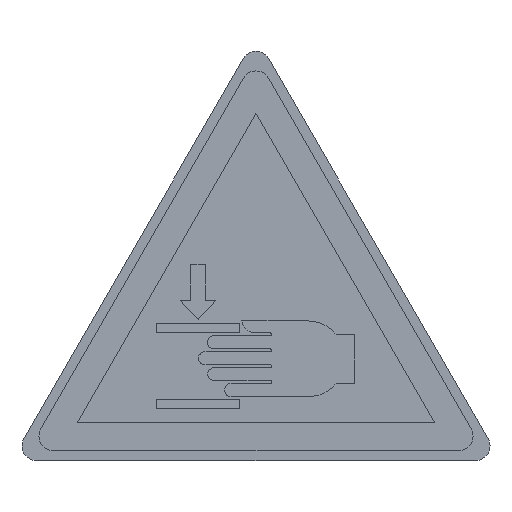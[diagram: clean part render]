
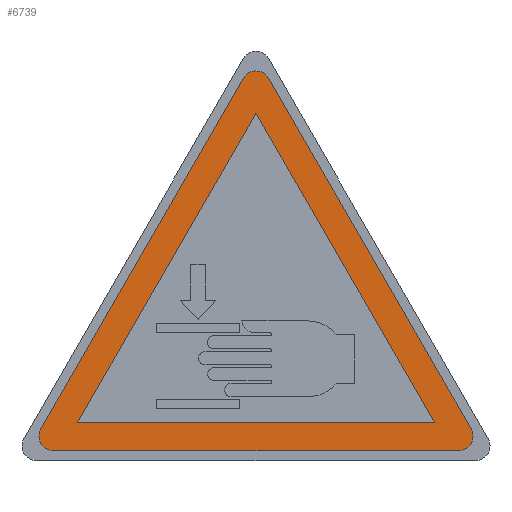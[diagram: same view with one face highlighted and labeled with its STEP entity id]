
A CAD part, top view. The second image highlights one B-rep face of the part: STEP entity #6739.
In plain terms, the highlighted planar face has unit normal (0, 0, 1).
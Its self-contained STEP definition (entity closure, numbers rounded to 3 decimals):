
#12 = CARTESIAN_POINT ( 'NONE',  ( 5.038, 98.796, 0.269 ) ) ;
#325 = VECTOR ( 'NONE', #446, 1000. ) ;
#435 = LINE ( 'NONE', #8490, #3984 ) ;
#446 = DIRECTION ( 'NONE',  ( -0.5, 0.866, 0. ) ) ;
#493 = AXIS2_PLACEMENT_3D ( 'NONE', #3819, #5130, #7078 ) ;
#620 = DIRECTION ( 'NONE',  ( 1., 0., 0. ) ) ;
#949 = EDGE_LOOP ( 'NONE', ( #7202, #961, #6334 ) ) ;
#961 = ORIENTED_EDGE ( 'NONE', *, *, #4102, .F. ) ;
#1118 = DIRECTION ( 'NONE',  ( -0.5, 0.866, 0. ) ) ;
#1204 = LINE ( 'NONE', #7142, #325 ) ;
#1387 = PLANE ( 'NONE',  #4795 ) ;
#1594 = DIRECTION ( 'NONE',  ( -1., 0., 0. ) ) ;
#2018 = VECTOR ( 'NONE', #1118, 1000. ) ;
#2075 = EDGE_CURVE ( 'NONE', #6268, #2590, #5445, .T. ) ;
#2296 = CIRCLE ( 'NONE', #4674, 6. ) ;
#2352 = ORIENTED_EDGE ( 'NONE', *, *, #3574, .T. ) ;
#2447 = VERTEX_POINT ( 'NONE', #5753 ) ;
#2469 = DIRECTION ( 'NONE',  ( 1., 0., 0. ) ) ;
#2470 = CARTESIAN_POINT ( 'NONE',  ( -82.837, -53.409, 0.269 ) ) ;
#2590 = VERTEX_POINT ( 'NONE', #6404 ) ;
#2701 = DIRECTION ( 'NONE',  ( -0.5, -0.866, 0. ) ) ;
#2783 = VERTEX_POINT ( 'NONE', #8196 ) ;
#2919 = ORIENTED_EDGE ( 'NONE', *, *, #7442, .T. ) ;
#2926 = LINE ( 'NONE', #4378, #5950 ) ;
#2993 = VECTOR ( 'NONE', #6521, 1000. ) ;
#3247 = VERTEX_POINT ( 'NONE', #3915 ) ;
#3250 = CARTESIAN_POINT ( 'NONE',  ( -82.837, -47.409, 0.269 ) ) ;
#3538 = CIRCLE ( 'NONE', #8172, 6. ) ;
#3545 = VERTEX_POINT ( 'NONE', #2470 ) ;
#3558 = EDGE_CURVE ( 'NONE', #2447, #3247, #8635, .T. ) ;
#3559 = CARTESIAN_POINT ( 'NONE',  ( -0.158, 95.796, 0.269 ) ) ;
#3574 = EDGE_CURVE ( 'NONE', #4514, #2783, #3947, .T. ) ;
#3624 = VERTEX_POINT ( 'NONE', #7207 ) ;
#3659 = CARTESIAN_POINT ( 'NONE',  ( -0.158, 84.596, 0.269 ) ) ;
#3727 = DIRECTION ( 'NONE',  ( 1., 0., 0. ) ) ;
#3745 = EDGE_CURVE ( 'NONE', #2590, #6348, #2926, .T. ) ;
#3774 = ORIENTED_EDGE ( 'NONE', *, *, #5431, .T. ) ;
#3819 = CARTESIAN_POINT ( 'NONE',  ( 82.522, -47.409, 0.269 ) ) ;
#3915 = CARTESIAN_POINT ( 'NONE',  ( 87.718, -44.409, 0.269 ) ) ;
#3930 = ORIENTED_EDGE ( 'NONE', *, *, #5332, .T. ) ;
#3947 = LINE ( 'NONE', #7257, #6380 ) ;
#3984 = VECTOR ( 'NONE', #2469, 1000. ) ;
#4045 = DIRECTION ( 'NONE',  ( 1., 0., 0. ) ) ;
#4102 = EDGE_CURVE ( 'NONE', #6348, #6268, #1204, .T. ) ;
#4145 = ORIENTED_EDGE ( 'NONE', *, *, #4195, .T. ) ;
#4164 = CARTESIAN_POINT ( 'NONE',  ( -5.354, 98.796, 0.269 ) ) ;
#4195 = EDGE_CURVE ( 'NONE', #3247, #5687, #4354, .T. ) ;
#4228 = ORIENTED_EDGE ( 'NONE', *, *, #3558, .T. ) ;
#4354 = LINE ( 'NONE', #7843, #2018 ) ;
#4366 = FACE_OUTER_BOUND ( 'NONE', #7253, .T. ) ;
#4378 = CARTESIAN_POINT ( 'NONE',  ( -73.138, -41.809, 0.269 ) ) ;
#4482 = EDGE_CURVE ( 'NONE', #3624, #3545, #2296, .T. ) ;
#4514 = VERTEX_POINT ( 'NONE', #4164 ) ;
#4674 = AXIS2_PLACEMENT_3D ( 'NONE', #3250, #6719, #620 ) ;
#4795 = AXIS2_PLACEMENT_3D ( 'NONE', #5275, #5235, #4045 ) ;
#4899 = DIRECTION ( 'NONE',  ( 0., 0., 1. ) ) ;
#5130 = DIRECTION ( 'NONE',  ( 0., 0., 1. ) ) ;
#5235 = DIRECTION ( 'NONE',  ( 0., 0., 1. ) ) ;
#5275 = CARTESIAN_POINT ( 'NONE',  ( 82.522, -47.409, 0.269 ) ) ;
#5332 = EDGE_CURVE ( 'NONE', #3545, #2447, #435, .T. ) ;
#5431 = EDGE_CURVE ( 'NONE', #2783, #3624, #5664, .T. ) ;
#5445 = LINE ( 'NONE', #3659, #2993 ) ;
#5664 = CIRCLE ( 'NONE', #6228, 6. ) ;
#5687 = VERTEX_POINT ( 'NONE', #12 ) ;
#5753 = CARTESIAN_POINT ( 'NONE',  ( 82.522, -53.409, 0.269 ) ) ;
#5950 = VECTOR ( 'NONE', #3727, 1000. ) ;
#6228 = AXIS2_PLACEMENT_3D ( 'NONE', #8255, #4899, #6930 ) ;
#6268 = VERTEX_POINT ( 'NONE', #7096 ) ;
#6334 = ORIENTED_EDGE ( 'NONE', *, *, #3745, .F. ) ;
#6348 = VERTEX_POINT ( 'NONE', #7343 ) ;
#6380 = VECTOR ( 'NONE', #2701, 1000. ) ;
#6404 = CARTESIAN_POINT ( 'NONE',  ( -73.138, -41.809, 0.269 ) ) ;
#6521 = DIRECTION ( 'NONE',  ( -0.5, -0.866, 0. ) ) ;
#6719 = DIRECTION ( 'NONE',  ( 0., 0., 1. ) ) ;
#6739 = ADVANCED_FACE ( 'NONE', ( #4366, #7057 ), #1387, .T. ) ;
#6930 = DIRECTION ( 'NONE',  ( 1., 0., 0. ) ) ;
#7057 = FACE_BOUND ( 'NONE', #949, .T. ) ;
#7078 = DIRECTION ( 'NONE',  ( 1., 0., 0. ) ) ;
#7096 = CARTESIAN_POINT ( 'NONE',  ( -0.158, 84.596, 0.269 ) ) ;
#7142 = CARTESIAN_POINT ( 'NONE',  ( 72.822, -41.809, 0.269 ) ) ;
#7202 = ORIENTED_EDGE ( 'NONE', *, *, #2075, .F. ) ;
#7207 = CARTESIAN_POINT ( 'NONE',  ( -88.837, -47.409, 0.269 ) ) ;
#7208 = ORIENTED_EDGE ( 'NONE', *, *, #4482, .T. ) ;
#7253 = EDGE_LOOP ( 'NONE', ( #4228, #4145, #2919, #2352, #3774, #7208, #3930 ) ) ;
#7257 = CARTESIAN_POINT ( 'NONE',  ( -5.354, 98.796, 0.269 ) ) ;
#7343 = CARTESIAN_POINT ( 'NONE',  ( 72.822, -41.809, 0.269 ) ) ;
#7442 = EDGE_CURVE ( 'NONE', #5687, #4514, #3538, .T. ) ;
#7563 = DIRECTION ( 'NONE',  ( 0., 0., 1. ) ) ;
#7843 = CARTESIAN_POINT ( 'NONE',  ( 87.718, -44.409, 0.269 ) ) ;
#8172 = AXIS2_PLACEMENT_3D ( 'NONE', #3559, #7563, #1594 ) ;
#8196 = CARTESIAN_POINT ( 'NONE',  ( -88.033, -44.409, 0.269 ) ) ;
#8255 = CARTESIAN_POINT ( 'NONE',  ( -82.837, -47.409, 0.269 ) ) ;
#8490 = CARTESIAN_POINT ( 'NONE',  ( -82.837, -53.409, 0.269 ) ) ;
#8635 = CIRCLE ( 'NONE', #493, 6. ) ;
